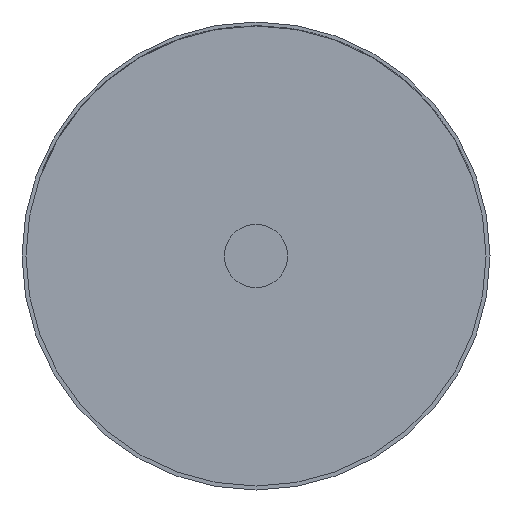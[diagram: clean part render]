
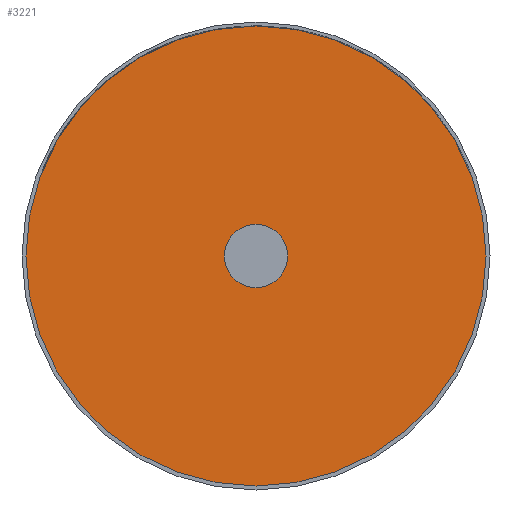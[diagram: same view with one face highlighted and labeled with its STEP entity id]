
A CAD part, front view. The second image highlights one B-rep face of the part: STEP entity #3221.
In plain terms, the highlighted planar face has unit normal (0, -1, 0).
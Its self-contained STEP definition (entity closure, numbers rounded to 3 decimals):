
#19 = VERTEX_POINT ( 'NONE', #1256 ) ;
#189 = VERTEX_POINT ( 'NONE', #2469 ) ;
#311 = VERTEX_POINT ( 'NONE', #1175 ) ;
#410 = CARTESIAN_POINT ( 'NONE',  ( 0., 0., 0. ) ) ;
#582 = CARTESIAN_POINT ( 'NONE',  ( 0., 0., 0. ) ) ;
#592 = ORIENTED_EDGE ( 'NONE', *, *, #835, .F. ) ;
#802 = PLANE ( 'NONE',  #3647 ) ;
#835 = EDGE_CURVE ( 'NONE', #311, #2857, #3845, .T. ) ;
#886 = ORIENTED_EDGE ( 'NONE', *, *, #1428, .F. ) ;
#894 = DIRECTION ( 'NONE',  ( 0., -1., 0. ) ) ;
#1064 = ORIENTED_EDGE ( 'NONE', *, *, #3128, .F. ) ;
#1093 = DIRECTION ( 'NONE',  ( 0., 0., 1. ) ) ;
#1119 = FACE_BOUND ( 'NONE', #2790, .T. ) ;
#1175 = CARTESIAN_POINT ( 'NONE',  ( 0., 0., -6. ) ) ;
#1256 = CARTESIAN_POINT ( 'NONE',  ( 0., 0., -43.5 ) ) ;
#1346 = AXIS2_PLACEMENT_3D ( 'NONE', #582, #894, #1971 ) ;
#1428 = EDGE_CURVE ( 'NONE', #19, #189, #3582, .T. ) ;
#1668 = AXIS2_PLACEMENT_3D ( 'NONE', #410, #1949, #1934 ) ;
#1674 = EDGE_CURVE ( 'NONE', #2857, #311, #3109, .T. ) ;
#1706 = EDGE_LOOP ( 'NONE', ( #886, #1064 ) ) ;
#1755 = AXIS2_PLACEMENT_3D ( 'NONE', #2327, #3571, #2902 ) ;
#1834 = CARTESIAN_POINT ( 'NONE',  ( 0., 0., 6. ) ) ;
#1934 = DIRECTION ( 'NONE',  ( 0., 0., 1. ) ) ;
#1949 = DIRECTION ( 'NONE',  ( 0., 1., 0. ) ) ;
#1971 = DIRECTION ( 'NONE',  ( 0., 0., 1. ) ) ;
#2044 = DIRECTION ( 'NONE',  ( 0., 1., 0. ) ) ;
#2056 = CARTESIAN_POINT ( 'NONE',  ( 0., 0., 0. ) ) ;
#2327 = CARTESIAN_POINT ( 'NONE',  ( 0., 0., 0. ) ) ;
#2469 = CARTESIAN_POINT ( 'NONE',  ( 0., 0., 43.5 ) ) ;
#2576 = CARTESIAN_POINT ( 'NONE',  ( 0., 0., 0. ) ) ;
#2684 = CIRCLE ( 'NONE', #1668, 43.5 ) ;
#2790 = EDGE_LOOP ( 'NONE', ( #3707, #592 ) ) ;
#2857 = VERTEX_POINT ( 'NONE', #1834 ) ;
#2902 = DIRECTION ( 'NONE',  ( 0., 0., 1. ) ) ;
#2916 = AXIS2_PLACEMENT_3D ( 'NONE', #2576, #3903, #3868 ) ;
#3109 = CIRCLE ( 'NONE', #1346, 6. ) ;
#3128 = EDGE_CURVE ( 'NONE', #189, #19, #2684, .T. ) ;
#3221 = ADVANCED_FACE ( 'NONE', ( #3781, #1119 ), #802, .F. ) ;
#3571 = DIRECTION ( 'NONE',  ( 0., 1., 0. ) ) ;
#3582 = CIRCLE ( 'NONE', #1755, 43.5 ) ;
#3647 = AXIS2_PLACEMENT_3D ( 'NONE', #2056, #2044, #1093 ) ;
#3707 = ORIENTED_EDGE ( 'NONE', *, *, #1674, .F. ) ;
#3781 = FACE_OUTER_BOUND ( 'NONE', #1706, .T. ) ;
#3845 = CIRCLE ( 'NONE', #2916, 6. ) ;
#3868 = DIRECTION ( 'NONE',  ( 0., 0., 1. ) ) ;
#3903 = DIRECTION ( 'NONE',  ( 0., -1., 0. ) ) ;
